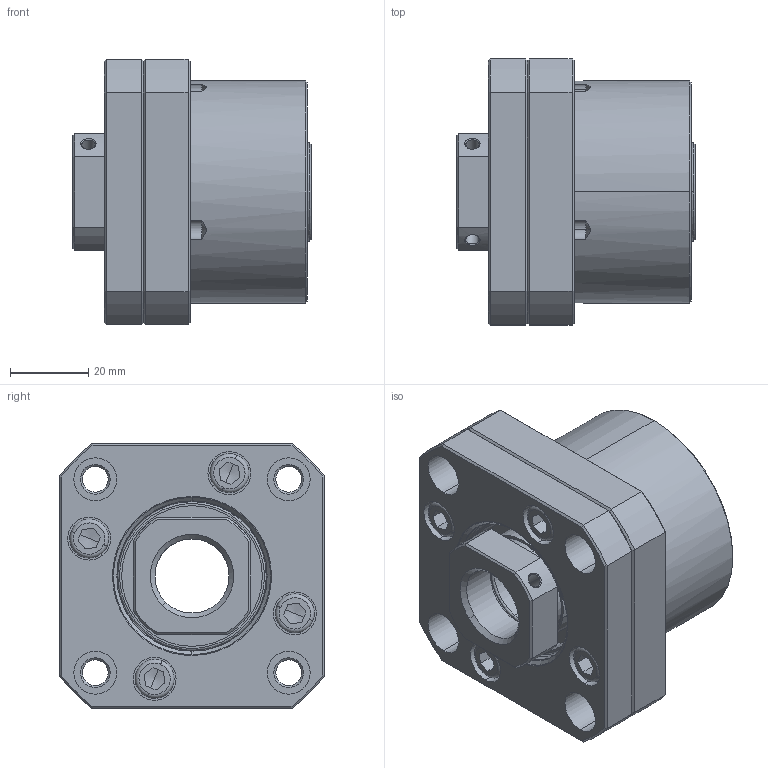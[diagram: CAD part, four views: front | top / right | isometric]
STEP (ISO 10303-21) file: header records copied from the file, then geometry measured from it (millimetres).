
FILE_DESCRIPTION (( 'STEP AP214' ), '1' );
FILE_NAME ('FKN20.step', '2020-09-08T14:37:07', ( '' ), ( '' ), 'SwSTEP 2.0', 'SolidWorks 2020', '' );
FILE_SCHEMA (( 'AUTOMOTIVE_DESIGN' ));
Length unit declared in the file: millimetre
Products named in the file (1): FKN20
Bounding box: 61 x 68 x 68 mm (x, y, z)
Volume: 125873.6 mm3; surface area: 65480.7 mm2
Topology: 15 solids, 15 shells, 462 faces, 1062 edges, 632 vertices
Faces by surface type: cylinder 143, cone 114, plane 109, bspline 88, torus 8
Entity records: 21890 total; most frequent: CARTESIAN_POINT 6829, ORIENTED_EDGE 2092, DIRECTION 1996, EDGE_CURVE 1046, AXIS2_PLACEMENT_3D 823, VERTEX_POINT 632, EDGE_LOOP 538, UNCERTAINTY_MEASURE_WITH_UNIT 479
